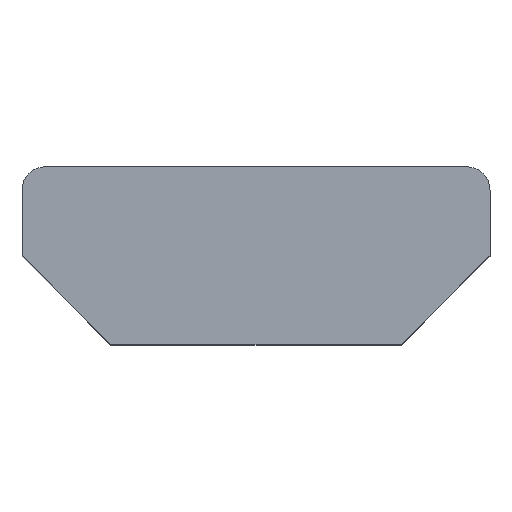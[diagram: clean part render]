
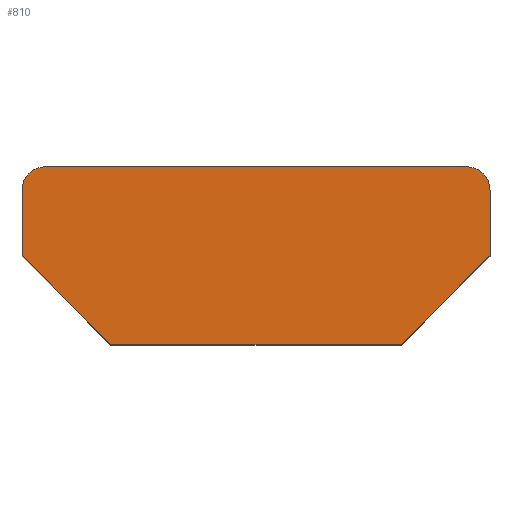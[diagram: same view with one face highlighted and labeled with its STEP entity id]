
A CAD part, top view. The second image highlights one B-rep face of the part: STEP entity #810.
In plain terms, the highlighted planar face has unit normal (0, 0, 1).
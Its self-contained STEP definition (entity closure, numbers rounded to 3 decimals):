
#13=DIRECTION('',(0.,0.,1.));
#34=VECTOR('',#35,1.);
#35=DIRECTION('',(-1.,0.,0.));
#72=DIRECTION('',(1.,0.,0.));
#114=VECTOR('',#72,1.);
#217=VECTOR('',#218,1.);
#218=DIRECTION('',(0.707,0.707,0.));
#224=VECTOR('',#225,1.);
#225=DIRECTION('',(0.,1.,0.));
#250=VECTOR('',#251,1.);
#251=DIRECTION('',(0.,-1.,0.));
#255=VECTOR('',#256,1.);
#256=DIRECTION('',(0.707,-0.707,0.));
#320=DIRECTION('',(0.,0.,1.));
#321=DIRECTION('',(0.,1.,0.));
#403=VERTEX_POINT('',#404);
#404=CARTESIAN_POINT('',(0.03,-0.978,5.05));
#407=ORIENTED_EDGE('',*,*,#408,.T.);
#408=EDGE_CURVE('',#403,#409,#411,.T.);
#409=VERTEX_POINT('',#410);
#410=CARTESIAN_POINT('',(2.51,-0.978,5.05));
#411=LINE('',#404,#114);
#423=VERTEX_POINT('',#424);
#424=CARTESIAN_POINT('',(-0.73,-0.218,5.05));
#426=ORIENTED_EDGE('',*,*,#427,.T.);
#427=EDGE_CURVE('',#423,#403,#428,.T.);
#428=LINE('',#424,#255);
#438=ORIENTED_EDGE('',*,*,#439,.T.);
#439=EDGE_CURVE('',#409,#440,#442,.T.);
#440=VERTEX_POINT('',#441);
#441=CARTESIAN_POINT('',(3.27,-0.218,5.05));
#442=LINE('',#410,#217);
#455=VERTEX_POINT('',#456);
#456=CARTESIAN_POINT('',(-0.73,0.343,5.05));
#458=ORIENTED_EDGE('',*,*,#459,.T.);
#459=EDGE_CURVE('',#455,#423,#460,.T.);
#460=LINE('',#456,#250);
#469=ORIENTED_EDGE('',*,*,#470,.T.);
#470=EDGE_CURVE('',#440,#471,#473,.T.);
#471=VERTEX_POINT('',#472);
#472=CARTESIAN_POINT('',(3.27,0.343,5.05));
#473=LINE('',#441,#224);
#485=VERTEX_POINT('',#486);
#486=CARTESIAN_POINT('',(-0.53,0.543,5.05));
#488=ORIENTED_EDGE('',*,*,#489,.T.);
#489=EDGE_CURVE('',#485,#455,#490,.T.);
#490=CIRCLE('',#491,0.2);
#491=AXIS2_PLACEMENT_3D('',#492,#13,#72);
#492=CARTESIAN_POINT('',(-0.53,0.343,5.05));
#502=ORIENTED_EDGE('',*,*,#503,.T.);
#503=EDGE_CURVE('',#471,#504,#506,.T.);
#504=VERTEX_POINT('',#505);
#505=CARTESIAN_POINT('',(3.07,0.543,5.05));
#506=CIRCLE('',#507,0.2);
#507=AXIS2_PLACEMENT_3D('',#508,#13,#72);
#508=CARTESIAN_POINT('',(3.07,0.343,5.05));
#519=ORIENTED_EDGE('',*,*,#520,.T.);
#520=EDGE_CURVE('',#504,#485,#521,.T.);
#521=LINE('',#505,#34);
#810=ADVANCED_FACE('',(#811),#813,.T.);
#811=FACE_BOUND('',#812,.T.);
#812=EDGE_LOOP('',(#407,#438,#469,#502,#519,#488,#458,#426));
#813=PLANE('',#814);
#814=AXIS2_PLACEMENT_3D('',#815,#320,#321);
#815=CARTESIAN_POINT('',(1.27,-0.14,5.05));
